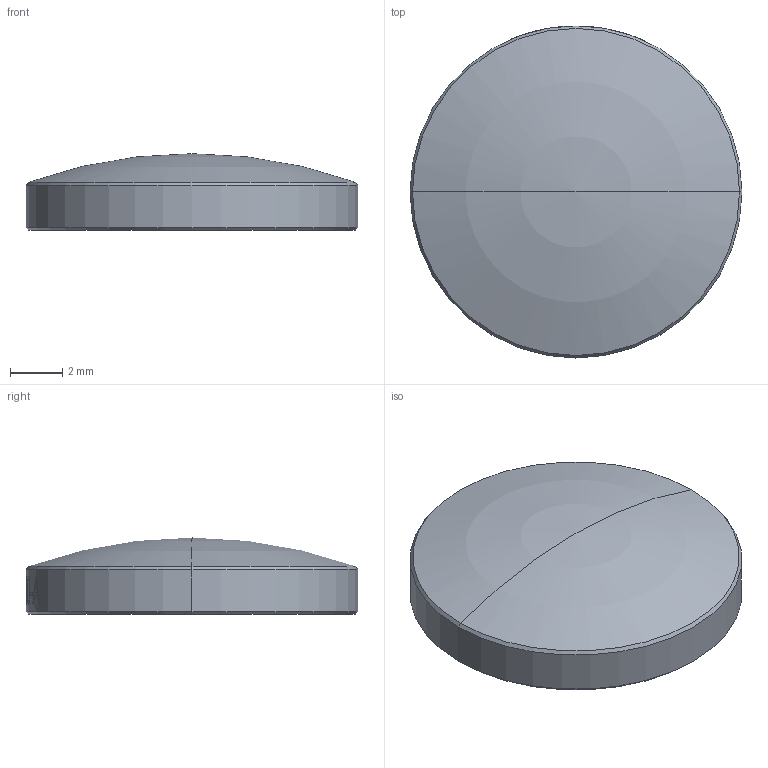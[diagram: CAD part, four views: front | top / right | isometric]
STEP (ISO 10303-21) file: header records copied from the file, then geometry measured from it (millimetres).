
FILE_DESCRIPTION (( 'STEP AP214' ), '1' );
FILE_NAME ('CTN017525-E0W.STEP', '2021-08-30T03:53:56', ( '' ), ( '' ), 'SwSTEP 2.0', 'SolidWorks 2018', '' );
FILE_SCHEMA (( 'AUTOMOTIVE_DESIGN' ));
Length unit declared in the file: millimetre
Products named in the file (2): CTN017555; CTN017525-E0W
Assembly tree (1 placements, depth 2):
  CTN017525-E0W
    CTN017555
Bounding box: 12.7 x 12.7 x 2.93 mm (x, y, z)
Volume: 300 mm3; surface area: 325.4 mm2
Topology: 1 solids, 1 shells, 21 faces, 101 edges, 92 vertices
Faces by surface type: cylinder 14, cone 4, torus 2, plane 1
Entity records: 1551 total; most frequent: CARTESIAN_POINT 683, ORIENTED_EDGE 198, DIRECTION 136, EDGE_CURVE 99, VERTEX_POINT 92, AXIS2_PLACEMENT_3D 58, B_SPLINE_CURVE_WITH_KNOTS 46, CIRCLE 33
